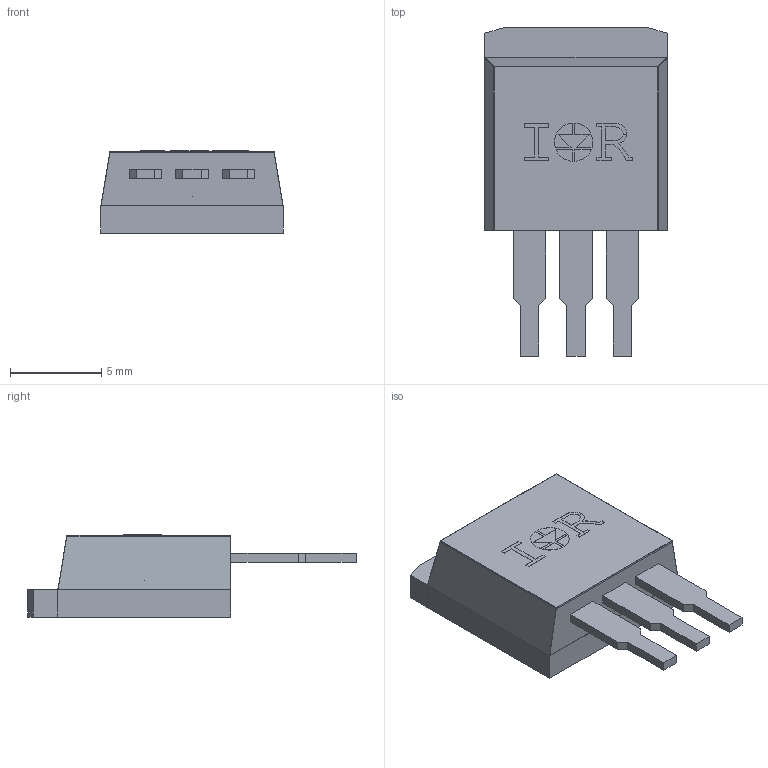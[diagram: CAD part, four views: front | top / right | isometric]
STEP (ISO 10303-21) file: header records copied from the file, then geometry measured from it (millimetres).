
FILE_DESCRIPTION (( 'STEP AP214' ), '1' );
FILE_NAME ('SW3dPS-TO262-S.STEP', '2009-09-02T09:36:02', ( 'sysAdmin' ), ( 'SolidWorks' ), 'SwSTEP 2.0', 'SolidWorks 2009', '' );
FILE_SCHEMA (( 'AUTOMOTIVE_DESIGN' ));
Length unit declared in the file: millimetre
Products named in the file (43): SW3dPS-TO262-S_310233811; SW3dPS-TO262-S_Free-Models7; SW3dPS-TO262-S_310234449; SW3dPS-TO262-S_BODY3; SW3dPS-TO262-S_Extruded27; SW3dPS-TO262-S_BODY2; SW3dPS-TO262-S_Extruded20; SW3dPS-TO262-S_310236625; SW3dPS-TO262-S_457886545; SW3dPS-TO262-S_Free-Models6; SW3dPS-TO262-S_Board8; SW3dPS-TO262-S_Extruded14; SW3dPS-TO262-S_310234833; SW3dPS-TO262-S_Extruded26; SW3dPS-TO262-S_310234705; SW3dPS-TO262-S_Extruded23; SW3dPS-TO262-S_310234577; SW3dPS-TO262-S_Extruded15; SW3dPS-TO262-S_Extruded25; SW3dPS-TO262-S_Board5; SW3dPS-TO262-S_Board9; SW3dPS-TO262-S_Extruded16; SW3dPS-TO262-S_310239313; SW3dPS-TO262-S_Free-Models9; SW3dPS-TO262-S_BODY5; SW3dPS-TO262-S_Free-Models8; SW3dPS-TO262-S_BODY4; SW3dPS-TO262-S_Board7; SW3dPS-TO262-S_Board6; SW3dPS-TO262-S_Extruded17; SW3dPS-TO262-S_310235089; SW3dPS-TO262-S_310233810; SW3dPS-TO262-S_Free-Models5; SW3dPS-TO262-S; SW3dPS-TO262-S_Extruded24; SW3dPS-TO262-S_310233937; SW3dPS-TO262-S_Extruded22; SW3dPS-TO262-S_310234193; SW3dPS-TO262-S_Extruded19; SW3dPS-TO262-S_310234065 ...
Assembly tree (44 placements, depth 6):
  SW3dPS-TO262-S
    SW3dPS-TO262-S_Board5
    SW3dPS-TO262-S_Free-Models5
      SW3dPS-TO262-S_BODY2
        SW3dPS-TO262-S_Free-Models6
          SW3dPS-TO262-S_457886545
            SW3dPS-TO262-S_Extruded27
        SW3dPS-TO262-S_Board8
      SW3dPS-TO262-S_310236625  x3
        SW3dPS-TO262-S_Extruded20
      SW3dPS-TO262-S_310234193
        SW3dPS-TO262-S_Extruded21
      SW3dPS-TO262-S_310233937
        SW3dPS-TO262-S_Extruded24
      SW3dPS-TO262-S_310233810
        SW3dPS-TO262-S_Extruded22
      SW3dPS-TO262-S_BODY5
        SW3dPS-TO262-S_Board9
        SW3dPS-TO262-S_Free-Models9
          SW3dPS-TO262-S_310239313
            SW3dPS-TO262-S_Extruded16
      SW3dPS-TO262-S_310234705
        SW3dPS-TO262-S_Extruded26
      SW3dPS-TO262-S_310234321
        SW3dPS-TO262-S_Extruded18
      SW3dPS-TO262-S_BODY3
        SW3dPS-TO262-S_Free-Models7
          SW3dPS-TO262-S_310233811
            SW3dPS-TO262-S_Extruded25
        SW3dPS-TO262-S_Board7
      SW3dPS-TO262-S_310234833
        SW3dPS-TO262-S_Extruded14
      SW3dPS-TO262-S_310234577
        SW3dPS-TO262-S_Extruded23
      SW3dPS-TO262-S_310234449
        SW3dPS-TO262-S_Extruded15
      SW3dPS-TO262-S_310234065
        SW3dPS-TO262-S_Extruded19
      SW3dPS-TO262-S_BODY4
        SW3dPS-TO262-S_Free-Models8
          SW3dPS-TO262-S_310235089
            SW3dPS-TO262-S_Extruded17
        SW3dPS-TO262-S_Board6
Bounding box: 10 x 18.03 x 4.51 mm (x, y, z)
Volume: 192 mm3; surface area: 833.5 mm2
Topology: 20 solids, 22 shells, 256 faces, 641 edges, 428 vertices
Faces by surface type: plane 256
Entity records: 8388 total; most frequent: CARTESIAN_POINT 1296, DIRECTION 1207, ORIENTED_EDGE 1182, EDGE_CURVE 593, VECTOR 593, LINE 593, VERTEX_POINT 396, AXIS2_PLACEMENT_3D 307
